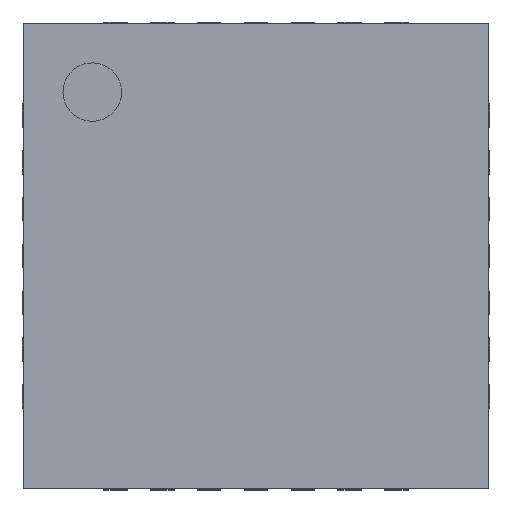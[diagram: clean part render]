
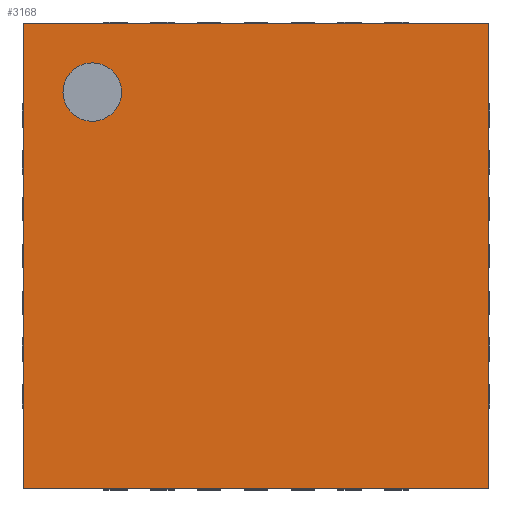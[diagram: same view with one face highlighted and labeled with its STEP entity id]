
A CAD part, top view. The second image highlights one B-rep face of the part: STEP entity #3168.
In plain terms, the highlighted planar face has unit normal (0, 0, 1).
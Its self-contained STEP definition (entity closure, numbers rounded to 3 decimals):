
#13=DIRECTION('',(0.,0.,1.));
#76=DIRECTION('',(0.,0.,-1.));
#160=VECTOR('',#161,1.);
#161=DIRECTION('',(1.,0.,0.));
#167=VECTOR('',#168,1.);
#168=DIRECTION('',(0.,-1.,0.));
#859=EDGE_CURVE('',#860,#862,#864,.T.);
#860=VERTEX_POINT('',#861);
#861=CARTESIAN_POINT('',(-1.99,-1.99,0.77));
#862=VERTEX_POINT('',#863);
#863=CARTESIAN_POINT('',(1.99,-1.99,0.77));
#864=LINE('',#861,#160);
#984=ORIENTED_EDGE('',*,*,#985,.F.);
#985=EDGE_CURVE('',#986,#988,#990,.T.);
#986=VERTEX_POINT('',#987);
#987=CARTESIAN_POINT('',(-1.99,1.99,0.77));
#988=VERTEX_POINT('',#989);
#989=CARTESIAN_POINT('',(1.99,1.99,0.77));
#990=LINE('',#987,#160);
#1124=ORIENTED_EDGE('',*,*,#1125,.T.);
#1125=EDGE_CURVE('',#986,#860,#1126,.T.);
#1126=LINE('',#987,#167);
#2161=EDGE_CURVE('',#988,#862,#2162,.T.);
#2162=LINE('',#989,#167);
#3168=ADVANCED_FACE('',(#3169,#3173),#3182,.T.);
#3169=FACE_BOUND('',#3170,.T.);
#3170=EDGE_LOOP('',(#984,#1124,#3171,#3172));
#3171=ORIENTED_EDGE('',*,*,#859,.T.);
#3172=ORIENTED_EDGE('',*,*,#2161,.F.);
#3173=FACE_BOUND('',#3174,.T.);
#3174=EDGE_LOOP('',(#3175));
#3175=ORIENTED_EDGE('',*,*,#3176,.T.);
#3176=EDGE_CURVE('',#3177,#3177,#3179,.T.);
#3177=VERTEX_POINT('',#3178);
#3178=CARTESIAN_POINT('',(-1.4,1.15,0.77));
#3179=CIRCLE('',#3180,0.25);
#3180=AXIS2_PLACEMENT_3D('',#3181,#76,#168);
#3181=CARTESIAN_POINT('',(-1.4,1.4,0.77));
#3182=PLANE('',#3183);
#3183=AXIS2_PLACEMENT_3D('',#987,#13,#168);
